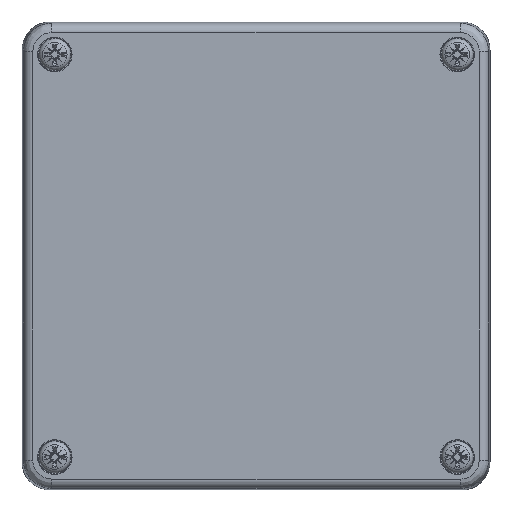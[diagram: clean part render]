
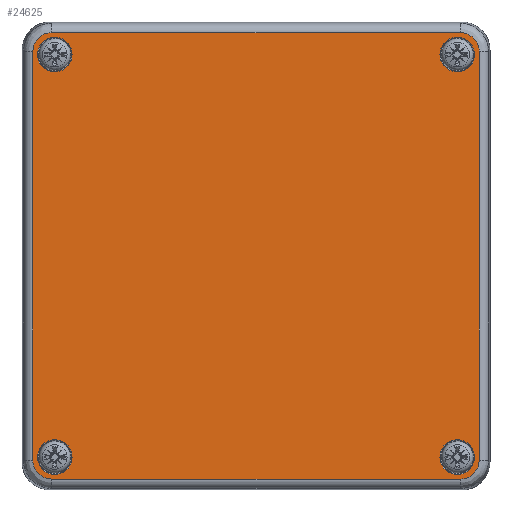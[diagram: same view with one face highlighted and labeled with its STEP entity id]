
A CAD part, top view. The second image highlights one B-rep face of the part: STEP entity #24625.
In plain terms, the highlighted face is planar.
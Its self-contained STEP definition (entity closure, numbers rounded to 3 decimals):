
#24502=CARTESIAN_POINT('',(39.3,-43.0,-20.0));
#24503=VERTEX_POINT('',#24502);
#24504=CARTESIAN_POINT('',(43.0,-43.0,-20.0));
#24505=DIRECTION('',(0.0,0.0,-1.0));
#24506=DIRECTION('',(1.0,0.0,0.0));
#24507=AXIS2_PLACEMENT_3D('',#24504,#24505,#24506);
#24508=CIRCLE('',#24507,3.7);
#24509=EDGE_CURVE('',#24503,#24503,#24508,.T.);
#24514=CARTESIAN_POINT('',(0.,0.0,-20.0));
#24515=DIRECTION('',(0.0,0.0,1.0));
#24516=DIRECTION('',(1.0,0.0,0.0));
#24517=AXIS2_PLACEMENT_3D('',#24514,#24515,#24516);
#24518=PLANE('',#24517);
#24519=CARTESIAN_POINT('',(-43.686,-47.686,-20.0));
#24520=VERTEX_POINT('',#24519);
#24521=CARTESIAN_POINT('',(43.686,-47.686,-20.0));
#24522=VERTEX_POINT('',#24521);
#24523=CARTESIAN_POINT('',(-43.686,-47.686,-20.0));
#24524=DIRECTION('',(1.0,0.0,0.0));
#24525=VECTOR('',#24524,87.372);
#24526=LINE('',#24523,#24525);
#24527=EDGE_CURVE('',#24520,#24522,#24526,.T.);
#24528=ORIENTED_EDGE('',*,*,#24527,.F.);
#24529=CARTESIAN_POINT('',(-47.686,-43.686,-20.0));
#24530=VERTEX_POINT('',#24529);
#24531=CARTESIAN_POINT('',(-43.685,-43.685,-20.0));
#24532=DIRECTION('',(0.0,0.0,1.0));
#24533=DIRECTION('',(-0.707,-0.707,0.0));
#24534=AXIS2_PLACEMENT_3D('',#24531,#24532,#24533);
#24535=ELLIPSE('',#24534,4.001,4.);
#24536=EDGE_CURVE('',#24530,#24520,#24535,.T.);
#24537=ORIENTED_EDGE('',*,*,#24536,.F.);
#24538=CARTESIAN_POINT('',(-47.686,43.686,-20.0));
#24539=VERTEX_POINT('',#24538);
#24540=CARTESIAN_POINT('',(-47.686,43.686,-20.0));
#24541=DIRECTION('',(0.0,-1.0,0.0));
#24542=VECTOR('',#24541,87.372);
#24543=LINE('',#24540,#24542);
#24544=EDGE_CURVE('',#24539,#24530,#24543,.T.);
#24545=ORIENTED_EDGE('',*,*,#24544,.F.);
#24546=CARTESIAN_POINT('',(-43.686,47.686,-20.0));
#24547=VERTEX_POINT('',#24546);
#24548=CARTESIAN_POINT('',(-43.685,43.685,-20.0));
#24549=DIRECTION('',(0.0,0.0,1.0));
#24550=DIRECTION('',(-0.707,0.707,0.0));
#24551=AXIS2_PLACEMENT_3D('',#24548,#24549,#24550);
#24552=ELLIPSE('',#24551,4.001,4.);
#24553=EDGE_CURVE('',#24547,#24539,#24552,.T.);
#24554=ORIENTED_EDGE('',*,*,#24553,.F.);
#24555=CARTESIAN_POINT('',(43.686,47.686,-20.0));
#24556=VERTEX_POINT('',#24555);
#24557=CARTESIAN_POINT('',(43.686,47.686,-20.0));
#24558=DIRECTION('',(-1.0,0.0,0.0));
#24559=VECTOR('',#24558,87.372);
#24560=LINE('',#24557,#24559);
#24561=EDGE_CURVE('',#24556,#24547,#24560,.T.);
#24562=ORIENTED_EDGE('',*,*,#24561,.F.);
#24563=CARTESIAN_POINT('',(47.686,43.686,-20.0));
#24564=VERTEX_POINT('',#24563);
#24565=CARTESIAN_POINT('',(43.685,43.685,-20.0));
#24566=DIRECTION('',(0.0,0.0,1.0));
#24567=DIRECTION('',(0.707,0.707,0.0));
#24568=AXIS2_PLACEMENT_3D('',#24565,#24566,#24567);
#24569=ELLIPSE('',#24568,4.001,4.);
#24570=EDGE_CURVE('',#24564,#24556,#24569,.T.);
#24571=ORIENTED_EDGE('',*,*,#24570,.F.);
#24572=CARTESIAN_POINT('',(47.686,-43.686,-20.0));
#24573=VERTEX_POINT('',#24572);
#24574=CARTESIAN_POINT('',(47.686,-43.686,-20.0));
#24575=DIRECTION('',(0.0,1.0,0.0));
#24576=VECTOR('',#24575,87.372);
#24577=LINE('',#24574,#24576);
#24578=EDGE_CURVE('',#24573,#24564,#24577,.T.);
#24579=ORIENTED_EDGE('',*,*,#24578,.F.);
#24580=CARTESIAN_POINT('',(43.685,-43.685,-20.0));
#24581=DIRECTION('',(0.0,0.0,1.0));
#24582=DIRECTION('',(0.707,-0.707,0.0));
#24583=AXIS2_PLACEMENT_3D('',#24580,#24581,#24582);
#24584=ELLIPSE('',#24583,4.001,4.);
#24585=EDGE_CURVE('',#24522,#24573,#24584,.T.);
#24586=ORIENTED_EDGE('',*,*,#24585,.F.);
#24587=EDGE_LOOP('',(#24528,#24537,#24545,#24554,#24562,#24571,#24579,#24586));
#24588=FACE_OUTER_BOUND('',#24587,.T.);
#24589=CARTESIAN_POINT('',(-46.7,-43.,-20.0));
#24590=VERTEX_POINT('',#24589);
#24591=CARTESIAN_POINT('',(-43.0,-43.,-20.0));
#24592=DIRECTION('',(0.0,0.0,-1.0));
#24593=DIRECTION('',(1.0,0.0,0.0));
#24594=AXIS2_PLACEMENT_3D('',#24591,#24592,#24593);
#24595=CIRCLE('',#24594,3.7);
#24596=EDGE_CURVE('',#24590,#24590,#24595,.T.);
#24597=ORIENTED_EDGE('',*,*,#24596,.F.);
#24598=EDGE_LOOP('',(#24597));
#24599=FACE_BOUND('',#24598,.T.);
#24600=CARTESIAN_POINT('',(39.3,43.0,-20.0));
#24601=VERTEX_POINT('',#24600);
#24602=CARTESIAN_POINT('',(43.0,43.0,-20.0));
#24603=DIRECTION('',(0.0,0.0,-1.0));
#24604=DIRECTION('',(1.0,0.0,0.0));
#24605=AXIS2_PLACEMENT_3D('',#24602,#24603,#24604);
#24606=CIRCLE('',#24605,3.7);
#24607=EDGE_CURVE('',#24601,#24601,#24606,.T.);
#24608=ORIENTED_EDGE('',*,*,#24607,.F.);
#24609=EDGE_LOOP('',(#24608));
#24610=FACE_BOUND('',#24609,.T.);
#24611=CARTESIAN_POINT('',(-46.7,43.,-20.0));
#24612=VERTEX_POINT('',#24611);
#24613=CARTESIAN_POINT('',(-43.0,43.,-20.0));
#24614=DIRECTION('',(0.0,0.0,-1.0));
#24615=DIRECTION('',(1.0,0.0,0.0));
#24616=AXIS2_PLACEMENT_3D('',#24613,#24614,#24615);
#24617=CIRCLE('',#24616,3.7);
#24618=EDGE_CURVE('',#24612,#24612,#24617,.T.);
#24619=ORIENTED_EDGE('',*,*,#24618,.F.);
#24620=EDGE_LOOP('',(#24619));
#24621=FACE_BOUND('',#24620,.T.);
#24622=ORIENTED_EDGE('',*,*,#24509,.F.);
#24623=EDGE_LOOP('',(#24622));
#24624=FACE_BOUND('',#24623,.T.);
#24625=ADVANCED_FACE('',(#24588,#24599,#24610,#24621,#24624),#24518,.F.);
